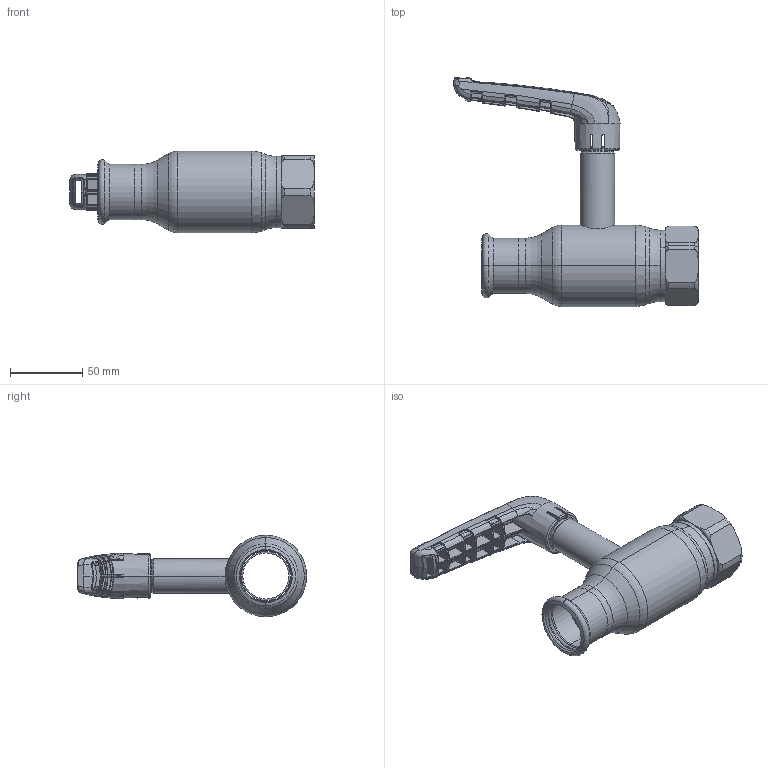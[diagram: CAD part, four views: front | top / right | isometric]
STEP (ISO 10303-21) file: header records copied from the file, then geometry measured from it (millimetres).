
FILE_DESCRIPTION (( 'STEP AP214' ), '1' );
FILE_NAME ('XPR11001 DN32 G1 14 x 35.step', '2018-09-14T10:36:10', ( '' ), ( '' ), 'SwSTEP 2.0', 'SolidWorks 2017', '' );
FILE_SCHEMA (( 'AUTOMOTIVE_DESIGN' ));
Length unit declared in the file: millimetre
Products named in the file (1): XPR11001 DN32 G1 14 x 35
Bounding box: 169.57 x 158.81 x 56.5 mm (x, y, z)
Surface area: 55182.6 mm2 (no closed solid volume)
Topology: 0 solids, 11 shells, 703 faces, 2393 edges, 1611 vertices
Faces by surface type: bspline 533, plane 58, cylinder 45, torus 30, cone 29, sphere 8
Entity records: 57279 total; most frequent: CARTESIAN_POINT 34423, ORIENTED_EDGE 3806, EDGE_CURVE 2377, B_SPLINE_CURVE_WITH_KNOTS 1682, VERTEX_POINT 1605, DIRECTION 1566, EDGE_LOOP 725, UNCERTAINTY_MEASURE_WITH_UNIT 705
